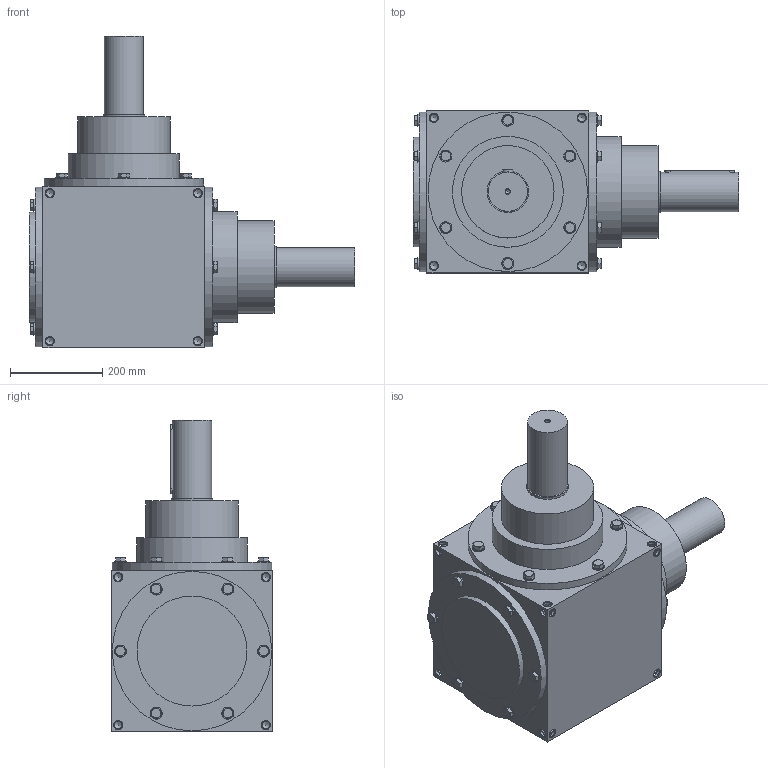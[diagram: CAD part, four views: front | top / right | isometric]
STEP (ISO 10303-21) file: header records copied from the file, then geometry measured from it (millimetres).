
FILE_DESCRIPTION( ( 'STEP AP214' ), ' ' );
FILE_NAME( 'RZ350_S32_R.1_1.5.stp', '2017-10-01T14:49:05', ( '' ), ( '' ), ' ', 'PARTsolutions', ' ' );
FILE_SCHEMA( ( 'AUTOMOTIVE_DESIGN { 1 0 10303 214 1 1 1 1 }' ) );
Length unit declared in the file: millimetre
Products named in the file (4): RZ350_S32_R.1/1.5; _RZ35032-case; _RR350-shaft; _RC_RR350-screw
Assembly tree (21 placements, depth 2):
  RZ350_S32_R.1/1.5
    _RZ35032-case
    _RR350-shaft  x2
    _RC_RR350-screw  x18
Bounding box: 705 x 350 x 675 mm (x, y, z)
Volume: 59800198.9 mm3; surface area: 1379204 mm2
Topology: 21 solids, 21 shells, 436 faces, 1030 edges, 636 vertices
Faces by surface type: plane 190, cone 160, cylinder 86
Full cylindrical faces by diameter (mm): 10.106 x2, 17.294 x48, 26 x18, 85 x2, 90 x4, 200 x2, 238 x1, 240 x2, 345 x3
Entity records: 5498 total; most frequent: CARTESIAN_POINT 818, DIRECTION 788, ORIENTED_EDGE 502, AXIS2_PLACEMENT_3D 378, EDGE_LOOP 276, EDGE_CURVE 251, VERTEX_POINT 224, FACE_OUTER_BOUND 213
